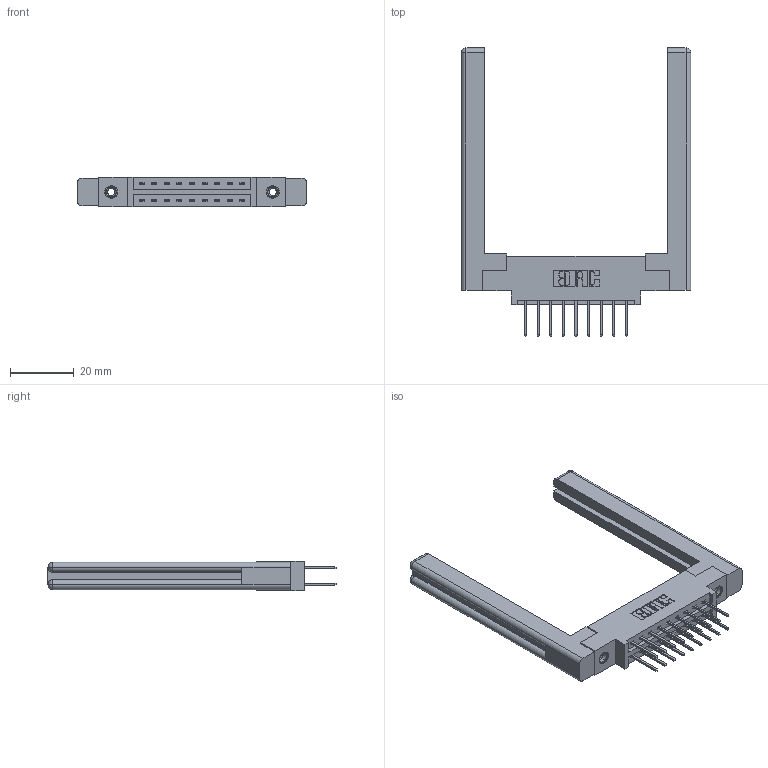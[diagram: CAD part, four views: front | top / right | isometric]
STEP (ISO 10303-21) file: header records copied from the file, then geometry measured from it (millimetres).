
FILE_DESCRIPTION (( 'STEP AP203' ), '1' );
FILE_NAME ('387-018-523-858.STEP', '2019-10-16T00:49:36', ( '' ), ( '' ), 'SwSTEP 2.0', 'SolidWorks 2016', '' );
FILE_SCHEMA (( 'CONFIG_CONTROL_DESIGN' ));
Length unit declared in the file: inch
Products named in the file (5): 307-220-058; 345-292-001_345-293-123; 345-250-001_345-250-001-102; 387-018-523-858; 337 Part_0.170 Offset - 0.156 Dia-TI
Assembly tree (23 placements, depth 2):
  387-018-523-858
    337 Part_0.170 Offset - 0.156 Dia-TI
    345-292-001_345-293-123  x18
    345-250-001_345-250-001-102  x2
    307-220-058  x2
Bounding box: 72.29 x 90.56 x 9.4 mm (x, y, z)
Volume: 14240.8 mm3; surface area: 13034.2 mm2
Topology: 23 solids, 23 shells, 1232 faces, 3575 edges, 2346 vertices
Faces by surface type: plane 842, cylinder 366, cone 12, torus 12
Entity records: 14030 total; most frequent: CARTESIAN_POINT 2401, ORIENTED_EDGE 2276, DIRECTION 2118, EDGE_CURVE 1138, LINE 962, VECTOR 962, VERTEX_POINT 750, AXIS2_PLACEMENT_3D 578
